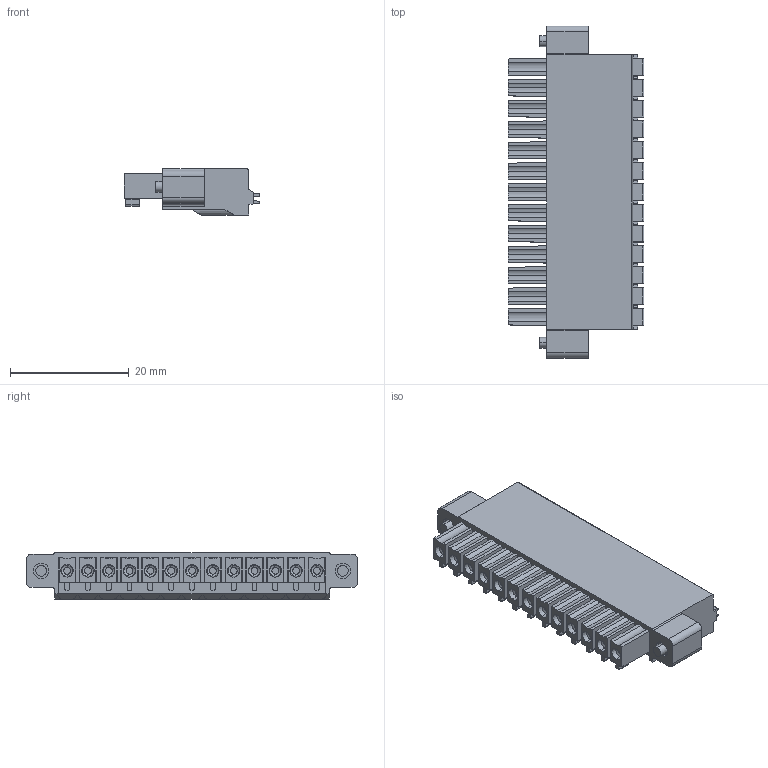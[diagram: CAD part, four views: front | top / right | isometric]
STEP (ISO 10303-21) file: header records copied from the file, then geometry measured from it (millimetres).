
FILE_DESCRIPTION((''),'2;1');
FILE_NAME('PRT0001','2024-09-24T',('sheji'),(''),'PRO/ENGINEER BY PARAMETRIC TECHNOLOGY CORPORATION, 2015240','PRO/ENGINEER BY PARAMETRIC TECHNOLOGY CORPORATION, 2015240','');
FILE_SCHEMA(('CONFIG_CONTROL_DESIGN'));
Length unit declared in the file: millimetre
Products named in the file (1): PRT0001
Bounding box: 22.8 x 55.8 x 7.75 mm (x, y, z)
Volume: 5967.4 mm3; surface area: 4561.6 mm2
Topology: 1 solids, 1 shells, 862 faces, 2249 edges, 1459 vertices
Faces by surface type: plane 462, cylinder 322, cone 78
Entity records: 26953 total; most frequent: CARTESIAN_POINT 5346, DIRECTION 4533, ORIENTED_EDGE 4498, EDGE_CURVE 2249, AXIS2_PLACEMENT_3D 1548, VERTEX_POINT 1459, VECTOR 1437, LINE 1437
